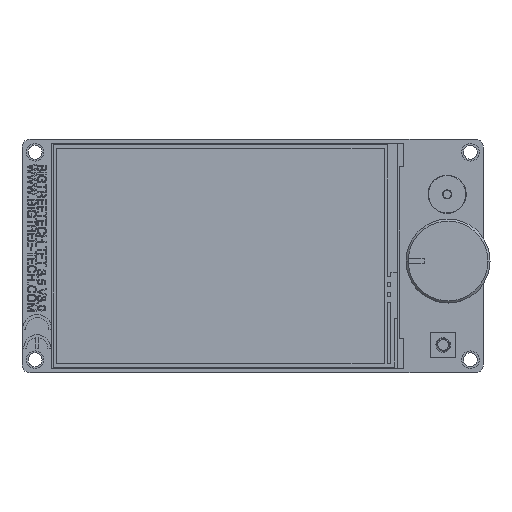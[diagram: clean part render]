
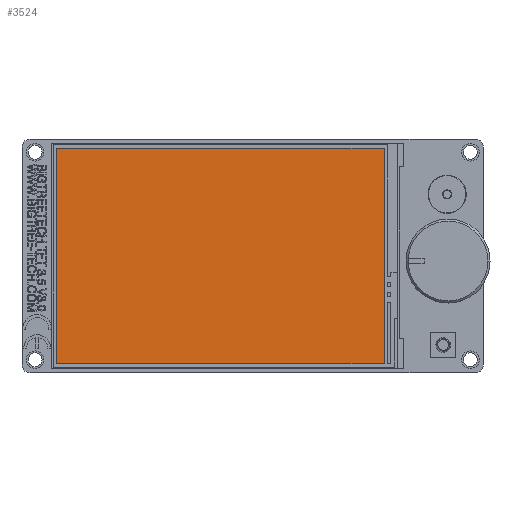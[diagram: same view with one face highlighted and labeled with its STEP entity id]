
A CAD part, top view. The second image highlights one B-rep face of the part: STEP entity #3524.
In plain terms, the highlighted planar face has unit normal (0, 0, 1).
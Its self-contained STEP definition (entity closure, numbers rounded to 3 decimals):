
#982 = VECTOR ( 'NONE', #7768, 1000. ) ;
#1229 = AXIS2_PLACEMENT_3D ( 'NONE', #36860, #11306, #22742 ) ;
#3524 = ADVANCED_FACE ( 'NONE', ( #30915 ), #5296, .T. ) ;
#5124 = VERTEX_POINT ( 'NONE', #29522 ) ;
#5296 = PLANE ( 'NONE',  #1229 ) ;
#5926 = VERTEX_POINT ( 'NONE', #26378 ) ;
#6311 = DIRECTION ( 'NONE',  ( 1., 0., 0. ) ) ;
#7419 = EDGE_CURVE ( 'NONE', #14764, #5926, #22015, .T. ) ;
#7768 = DIRECTION ( 'NONE',  ( 0., -1., 0. ) ) ;
#8250 = DIRECTION ( 'NONE',  ( 0., 1., 0. ) ) ;
#9475 = LINE ( 'NONE', #20940, #25251 ) ;
#9526 = EDGE_CURVE ( 'NONE', #5124, #14764, #20582, .T. ) ;
#11306 = DIRECTION ( 'NONE',  ( 0., 0., 1. ) ) ;
#13511 = VERTEX_POINT ( 'NONE', #28791 ) ;
#14764 = VERTEX_POINT ( 'NONE', #36952 ) ;
#15246 = EDGE_CURVE ( 'NONE', #13511, #5124, #22484, .T. ) ;
#20582 = LINE ( 'NONE', #31923, #26381 ) ;
#20940 = CARTESIAN_POINT ( 'NONE',  ( 0., -25.685, 6. ) ) ;
#21034 = ORIENTED_EDGE ( 'NONE', *, *, #9526, .F. ) ;
#22015 = LINE ( 'NONE', #33357, #982 ) ;
#22079 = EDGE_CURVE ( 'NONE', #5926, #13511, #9475, .T. ) ;
#22345 = ORIENTED_EDGE ( 'NONE', *, *, #7419, .F. ) ;
#22484 = LINE ( 'NONE', #33826, #36855 ) ;
#22742 = DIRECTION ( 'NONE',  ( 1., 0., 0. ) ) ;
#25251 = VECTOR ( 'NONE', #32281, 1000. ) ;
#26378 = CARTESIAN_POINT ( 'NONE',  ( 31.3, -25.685, 6. ) ) ;
#26381 = VECTOR ( 'NONE', #6311, 1000. ) ;
#28791 = CARTESIAN_POINT ( 'NONE',  ( -46.8, -25.685, 6. ) ) ;
#29522 = CARTESIAN_POINT ( 'NONE',  ( -46.8, 25.685, 6. ) ) ;
#30611 = ORIENTED_EDGE ( 'NONE', *, *, #15246, .F. ) ;
#30915 = FACE_OUTER_BOUND ( 'NONE', #31155, .T. ) ;
#31155 = EDGE_LOOP ( 'NONE', ( #30611, #36817, #22345, #21034 ) ) ;
#31923 = CARTESIAN_POINT ( 'NONE',  ( 0., 25.685, 6. ) ) ;
#32281 = DIRECTION ( 'NONE',  ( -1., 0., 0. ) ) ;
#33357 = CARTESIAN_POINT ( 'NONE',  ( 31.3, 0., 6. ) ) ;
#33826 = CARTESIAN_POINT ( 'NONE',  ( -46.8, 0., 6. ) ) ;
#36817 = ORIENTED_EDGE ( 'NONE', *, *, #22079, .F. ) ;
#36855 = VECTOR ( 'NONE', #8250, 1000. ) ;
#36860 = CARTESIAN_POINT ( 'NONE',  ( 0., 0., 6. ) ) ;
#36952 = CARTESIAN_POINT ( 'NONE',  ( 31.3, 25.685, 6. ) ) ;
